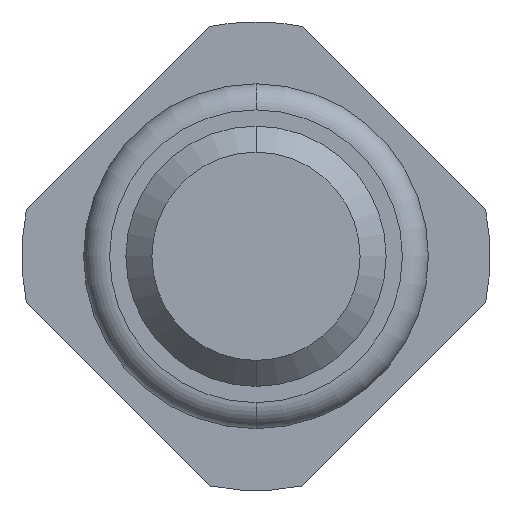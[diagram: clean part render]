
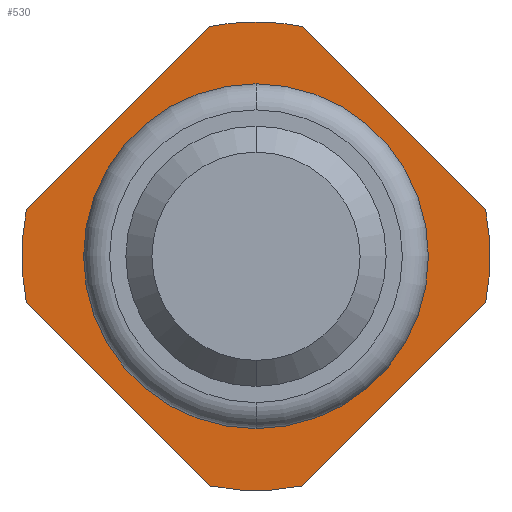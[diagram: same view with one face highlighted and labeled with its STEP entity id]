
A CAD part, front view. The second image highlights one B-rep face of the part: STEP entity #530.
In plain terms, the highlighted planar face has unit normal (0, -1, 0).
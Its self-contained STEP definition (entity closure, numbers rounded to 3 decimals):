
#124 = EDGE_CURVE ( 'Defeature ausgef�hrt2_0+Defeature ausgef�hrt2_12+Defeature ausgef�hrt2_12+Defeature ausgef�hrt2_12', #1771, #895, #1342, .T. ) ;
#137 = CARTESIAN_POINT ( 'NONE',  ( 1.764, -2., 0.357 ) ) ;
#245 = DIRECTION ( 'NONE',  ( -0.707, 0., 0.707 ) ) ;
#432 = DIRECTION ( 'NONE',  ( 0., 0., 1. ) ) ;
#438 = EDGE_CURVE ( 'Defeature ausgef�hrt2_2+Defeature ausgef�hrt2_0+Defeature ausgef�hrt2_17+Defeature ausgef�hrt2_18', #3828, #1586, #2099, .T. ) ;
#495 = CARTESIAN_POINT ( 'NONE',  ( -0.357, -2., -1.764 ) ) ;
#530 = ADVANCED_FACE ( 'Defeature ausgef�hrt2_0', ( #1215, #1806 ), #4011, .F. ) ;
#568 = LINE ( 'NONE', #2483, #2447 ) ;
#580 = EDGE_CURVE ( 'Defeature ausgef�hrt2_4+Defeature ausgef�hrt2_0+Defeature ausgef�hrt2_15+Defeature ausgef�hrt2_16', #2931, #631, #806, .T. ) ;
#590 = LINE ( 'NONE', #793, #1832 ) ;
#631 = VERTEX_POINT ( 'NONE', #495 ) ;
#698 = CARTESIAN_POINT ( 'NONE',  ( 0., -2., 0. ) ) ;
#793 = CARTESIAN_POINT ( 'NONE',  ( 1.961, -2., -0.161 ) ) ;
#801 = EDGE_CURVE ( 'Defeature ausgef�hrt2_18+Defeature ausgef�hrt2_0+Defeature ausgef�hrt2_2+Defeature ausgef�hrt2_1', #2598, #4125, #4032, .T. ) ;
#806 = CIRCLE ( 'NONE', #4353, 1.8 ) ;
#895 = VERTEX_POINT ( 'NONE', #3084 ) ;
#899 = CARTESIAN_POINT ( 'NONE',  ( 0., -2., 0. ) ) ;
#981 = CARTESIAN_POINT ( 'NONE',  ( 0., -2., 1.8 ) ) ;
#1004 = DIRECTION ( 'NONE',  ( 0., 0., 1. ) ) ;
#1034 = EDGE_CURVE ( 'Defeature ausgef�hrt2_17+Defeature ausgef�hrt2_0+Defeature ausgef�hrt2_3+Defeature ausgef�hrt2_2', #2531, #3828, #568, .T. ) ;
#1134 = DIRECTION ( 'NONE',  ( -0.707, 0., -0.707 ) ) ;
#1180 = CIRCLE ( 'NONE', #4402, 1.8 ) ;
#1215 = FACE_BOUND ( 'NONE', #1345, .T. ) ;
#1226 = ORIENTED_EDGE ( 'NONE', *, *, #801, .F. ) ;
#1296 = CIRCLE ( 'NONE', #2110, 1.325 ) ;
#1317 = DIRECTION ( 'NONE',  ( 0., 0., 1. ) ) ;
#1321 = ORIENTED_EDGE ( 'NONE', *, *, #1034, .F. ) ;
#1342 = CIRCLE ( 'NONE', #3419, 1.325 ) ;
#1345 = EDGE_LOOP ( 'NONE', ( #2829, #3605 ) ) ;
#1506 = DIRECTION ( 'NONE',  ( 0.707, 0., -0.707 ) ) ;
#1575 = EDGE_CURVE ( 'Defeature ausgef�hrt2_3+Defeature ausgef�hrt2_0+Defeature ausgef�hrt2_16+Defeature ausgef�hrt2_17', #3068, #2531, #4028, .T. ) ;
#1586 = VERTEX_POINT ( 'NONE', #981 ) ;
#1675 = DIRECTION ( 'NONE',  ( 0., 0., 1. ) ) ;
#1771 = VERTEX_POINT ( 'NONE', #4211 ) ;
#1806 = FACE_OUTER_BOUND ( 'NONE', #2282, .T. ) ;
#1832 = VECTOR ( 'NONE', #1134, 1000. ) ;
#1910 = CARTESIAN_POINT ( 'NONE',  ( 1.8, -2., 0. ) ) ;
#1966 = EDGE_CURVE ( 'Defeature ausgef�hrt2_16+Defeature ausgef�hrt2_0+Defeature ausgef�hrt2_4+Defeature ausgef�hrt2_3', #631, #3068, #3502, .T. ) ;
#2099 = CIRCLE ( 'NONE', #3905, 1.8 ) ;
#2103 = ORIENTED_EDGE ( 'NONE', *, *, #3948, .F. ) ;
#2110 = AXIS2_PLACEMENT_3D ( 'NONE', #698, #4443, #3681 ) ;
#2139 = CARTESIAN_POINT ( 'NONE',  ( -1.764, -2., -0.357 ) ) ;
#2265 = EDGE_CURVE ( 'Defeature ausgef�hrt2_2+Defeature ausgef�hrt2_0+Defeature ausgef�hrt2_17+Defeature ausgef�hrt2_18', #1586, #2598, #4438, .T. ) ;
#2282 = EDGE_LOOP ( 'NONE', ( #1226, #2524, #3746, #1321, #4031, #3449, #2634, #2103, #2299 ) ) ;
#2299 = ORIENTED_EDGE ( 'NONE', *, *, #4203, .F. ) ;
#2301 = DIRECTION ( 'NONE',  ( 0., 1., 0. ) ) ;
#2445 = VERTEX_POINT ( 'NONE', #3635 ) ;
#2447 = VECTOR ( 'NONE', #3240, 1000. ) ;
#2454 = DIRECTION ( 'NONE',  ( 0., 1., 0. ) ) ;
#2483 = CARTESIAN_POINT ( 'NONE',  ( -0.161, -2., 1.961 ) ) ;
#2524 = ORIENTED_EDGE ( 'NONE', *, *, #2265, .F. ) ;
#2531 = VERTEX_POINT ( 'NONE', #4702 ) ;
#2550 = CARTESIAN_POINT ( 'NONE',  ( 0.357, -2., 1.764 ) ) ;
#2598 = VERTEX_POINT ( 'NONE', #2550 ) ;
#2634 = ORIENTED_EDGE ( 'NONE', *, *, #580, .F. ) ;
#2663 = CARTESIAN_POINT ( 'NONE',  ( 0., -2., 0. ) ) ;
#2744 = CARTESIAN_POINT ( 'NONE',  ( 0., -2., 0. ) ) ;
#2758 = DIRECTION ( 'NONE',  ( 0., 0., 1. ) ) ;
#2824 = DIRECTION ( 'NONE',  ( 0., 1., 0. ) ) ;
#2829 = ORIENTED_EDGE ( 'NONE', *, *, #4707, .T. ) ;
#2851 = AXIS2_PLACEMENT_3D ( 'NONE', #1910, #3656, #1317 ) ;
#2931 = VERTEX_POINT ( 'NONE', #4338 ) ;
#2967 = DIRECTION ( 'NONE',  ( 0., 0., 1. ) ) ;
#3044 = VECTOR ( 'NONE', #1506, 1000. ) ;
#3068 = VERTEX_POINT ( 'NONE', #2139 ) ;
#3084 = CARTESIAN_POINT ( 'NONE',  ( 0., -2., 1.325 ) ) ;
#3199 = CARTESIAN_POINT ( 'NONE',  ( -0.161, -2., -1.961 ) ) ;
#3234 = CARTESIAN_POINT ( 'NONE',  ( 0., -2., 0. ) ) ;
#3240 = DIRECTION ( 'NONE',  ( 0.707, 0., 0.707 ) ) ;
#3419 = AXIS2_PLACEMENT_3D ( 'NONE', #2663, #2301, #432 ) ;
#3449 = ORIENTED_EDGE ( 'NONE', *, *, #1966, .F. ) ;
#3502 = LINE ( 'NONE', #3199, #4150 ) ;
#3517 = AXIS2_PLACEMENT_3D ( 'NONE', #2744, #3851, #3836 ) ;
#3605 = ORIENTED_EDGE ( 'NONE', *, *, #124, .T. ) ;
#3609 = CARTESIAN_POINT ( 'NONE',  ( 0., -2., 0. ) ) ;
#3635 = CARTESIAN_POINT ( 'NONE',  ( 1.764, -2., -0.357 ) ) ;
#3656 = DIRECTION ( 'NONE',  ( 0., 1., 0. ) ) ;
#3681 = DIRECTION ( 'NONE',  ( 0., 0., 1. ) ) ;
#3714 = CARTESIAN_POINT ( 'NONE',  ( 1.961, -2., 0.161 ) ) ;
#3726 = DIRECTION ( 'NONE',  ( 0., 1., 0. ) ) ;
#3746 = ORIENTED_EDGE ( 'NONE', *, *, #438, .F. ) ;
#3828 = VERTEX_POINT ( 'NONE', #4411 ) ;
#3836 = DIRECTION ( 'NONE',  ( 0., 0., 1. ) ) ;
#3851 = DIRECTION ( 'NONE',  ( 0., 1., 0. ) ) ;
#3905 = AXIS2_PLACEMENT_3D ( 'NONE', #4487, #3726, #2967 ) ;
#3948 = EDGE_CURVE ( 'Defeature ausgef�hrt2_15+Defeature ausgef�hrt2_0+Defeature ausgef�hrt2_1+Defeature ausgef�hrt2_4', #2445, #2931, #590, .T. ) ;
#4011 = PLANE ( 'NONE',  #2851 ) ;
#4028 = CIRCLE ( 'NONE', #4458, 1.8 ) ;
#4031 = ORIENTED_EDGE ( 'NONE', *, *, #1575, .F. ) ;
#4032 = LINE ( 'NONE', #3714, #3044 ) ;
#4125 = VERTEX_POINT ( 'NONE', #137 ) ;
#4150 = VECTOR ( 'NONE', #245, 1000. ) ;
#4203 = EDGE_CURVE ( 'Defeature ausgef�hrt2_1+Defeature ausgef�hrt2_0+Defeature ausgef�hrt2_18+Defeature ausgef�hrt2_15', #4125, #2445, #1180, .T. ) ;
#4211 = CARTESIAN_POINT ( 'NONE',  ( 0., -2., -1.325 ) ) ;
#4338 = CARTESIAN_POINT ( 'NONE',  ( 0.357, -2., -1.764 ) ) ;
#4350 = DIRECTION ( 'NONE',  ( 0., 1., 0. ) ) ;
#4353 = AXIS2_PLACEMENT_3D ( 'NONE', #3609, #2454, #2758 ) ;
#4402 = AXIS2_PLACEMENT_3D ( 'NONE', #899, #2824, #1675 ) ;
#4411 = CARTESIAN_POINT ( 'NONE',  ( -0.357, -2., 1.764 ) ) ;
#4438 = CIRCLE ( 'NONE', #3517, 1.8 ) ;
#4443 = DIRECTION ( 'NONE',  ( 0., 1., 0. ) ) ;
#4458 = AXIS2_PLACEMENT_3D ( 'NONE', #3234, #4350, #1004 ) ;
#4487 = CARTESIAN_POINT ( 'NONE',  ( 0., -2., 0. ) ) ;
#4702 = CARTESIAN_POINT ( 'NONE',  ( -1.764, -2., 0.357 ) ) ;
#4707 = EDGE_CURVE ( 'Defeature ausgef�hrt2_0+Defeature ausgef�hrt2_12+Defeature ausgef�hrt2_12+Defeature ausgef�hrt2_12', #895, #1771, #1296, .T. ) ;
